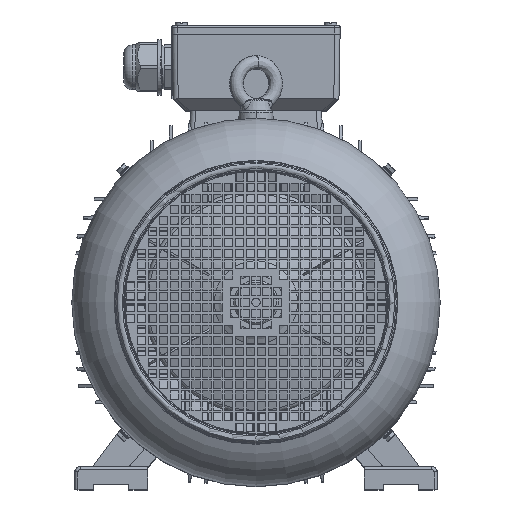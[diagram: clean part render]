
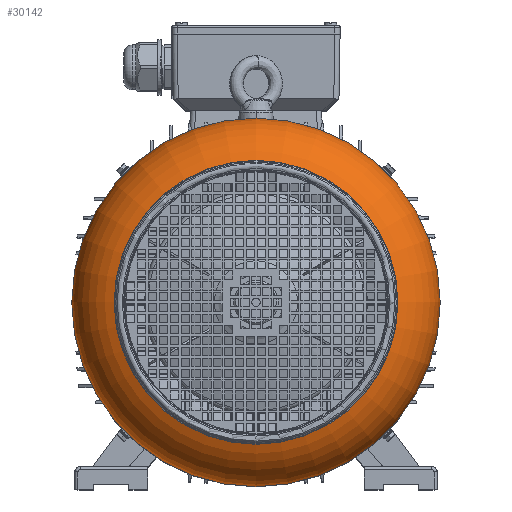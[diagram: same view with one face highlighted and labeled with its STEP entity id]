
A CAD part, top view. The second image highlights one B-rep face of the part: STEP entity #30142.
In plain terms, the highlighted toroidal (fillet/blend) face has major radius 116.021 mm and minor radius 61.5 mm.
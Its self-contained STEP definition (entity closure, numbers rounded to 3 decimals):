
#5366=TOROIDAL_SURFACE('',#111958,116.021,61.5);
#25182=FACE_BOUND('',#41065,.T.);
#25183=FACE_BOUND('',#41066,.T.);
#30142=ADVANCED_FACE('',(#25182,#25183),#5366,.T.);
#41065=EDGE_LOOP('',(#66132));
#41066=EDGE_LOOP('',(#66133));
#66132=ORIENTED_EDGE('',*,*,#96718,.F.);
#66133=ORIENTED_EDGE('',*,*,#98422,.T.);
#87974=VERTEX_POINT('',#150698);
#89678=VERTEX_POINT('',#154113);
#96718=EDGE_CURVE('',#87974,#87974,#108448,.T.);
#98422=EDGE_CURVE('',#89678,#89678,#108472,.T.);
#108448=CIRCLE('',#111925,177.5);
#108472=CIRCLE('',#111956,136.772);
#111925=AXIS2_PLACEMENT_3D('',#150697,#121103,#121104);
#111956=AXIS2_PLACEMENT_3D('',#154112,#122845,#122846);
#111958=AXIS2_PLACEMENT_3D('',#154115,#122849,#122850);
#121103=DIRECTION('',(0.,0.,-1.));
#121104=DIRECTION('',(-1.,0.,0.));
#122845=DIRECTION('',(0.,0.,-1.));
#122846=DIRECTION('',(-1.,0.,0.));
#122849=DIRECTION('',(0.,0.,-1.));
#122850=DIRECTION('',(-1.,0.,0.));
#150697=CARTESIAN_POINT('',(59.478,-8.346,248.338));
#150698=CARTESIAN_POINT('',(-118.022,-8.346,248.338));
#154112=CARTESIAN_POINT('',(59.478,-8.346,304.608));
#154113=CARTESIAN_POINT('',(-77.294,-8.346,304.608));
#154115=CARTESIAN_POINT('',(59.478,-8.346,246.715));
